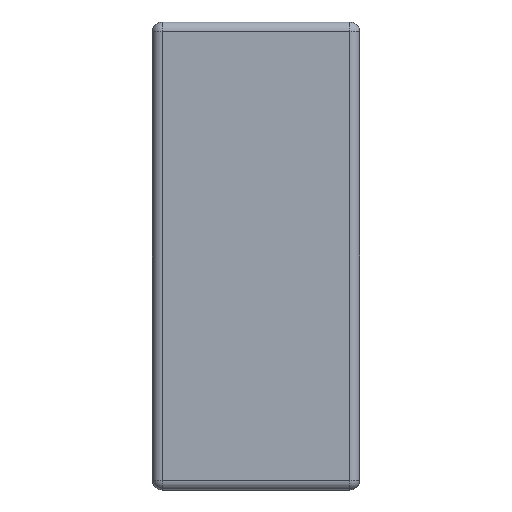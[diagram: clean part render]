
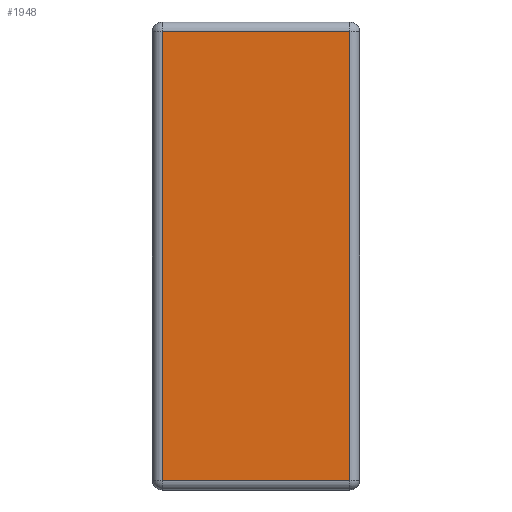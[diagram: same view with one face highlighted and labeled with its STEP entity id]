
A CAD part, left-side view. The second image highlights one B-rep face of the part: STEP entity #1948.
In plain terms, the highlighted planar face has unit normal (-1, 0, 0).
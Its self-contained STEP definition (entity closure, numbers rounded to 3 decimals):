
#60 = LINE ( 'NONE', #4195, #2427 ) ;
#371 = VECTOR ( 'NONE', #3365, 1000. ) ;
#494 = VECTOR ( 'NONE', #979, 1000. ) ;
#504 = ORIENTED_EDGE ( 'NONE', *, *, #3551, .T. ) ;
#694 = EDGE_LOOP ( 'NONE', ( #4013, #3535, #3996, #504 ) ) ;
#979 = DIRECTION ( 'NONE',  ( 0., 0., 1. ) ) ;
#1163 = AXIS2_PLACEMENT_3D ( 'NONE', #4664, #2866, #2123 ) ;
#1215 = VERTEX_POINT ( 'NONE', #2910 ) ;
#1261 = DIRECTION ( 'NONE',  ( 0., -1., 0. ) ) ;
#1415 = LINE ( 'NONE', #3167, #494 ) ;
#1436 = PLANE ( 'NONE',  #1163 ) ;
#1549 = CARTESIAN_POINT ( 'NONE',  ( 0., 1.55, -0.073 ) ) ;
#1607 = VERTEX_POINT ( 'NONE', #3038 ) ;
#1948 = ADVANCED_FACE ( 'NONE', ( #4023 ), #1436, .T. ) ;
#2000 = CARTESIAN_POINT ( 'NONE',  ( 0., 0., -3.427 ) ) ;
#2032 = DIRECTION ( 'NONE',  ( 0., 0., -1. ) ) ;
#2123 = DIRECTION ( 'NONE',  ( 0., 0., 1. ) ) ;
#2138 = VERTEX_POINT ( 'NONE', #3764 ) ;
#2299 = LINE ( 'NONE', #1549, #371 ) ;
#2357 = EDGE_CURVE ( 'NONE', #4645, #1215, #4331, .T. ) ;
#2427 = VECTOR ( 'NONE', #2032, 1000. ) ;
#2455 = CARTESIAN_POINT ( 'NONE',  ( 0., 1.477, -3.427 ) ) ;
#2844 = EDGE_CURVE ( 'NONE', #1607, #2138, #2299, .T. ) ;
#2866 = DIRECTION ( 'NONE',  ( -1., 0., 0. ) ) ;
#2910 = CARTESIAN_POINT ( 'NONE',  ( 0., 0.073, -3.427 ) ) ;
#3038 = CARTESIAN_POINT ( 'NONE',  ( 0., 0.073, -0.073 ) ) ;
#3167 = CARTESIAN_POINT ( 'NONE',  ( 0., 0.073, 0. ) ) ;
#3365 = DIRECTION ( 'NONE',  ( 0., 1., 0. ) ) ;
#3535 = ORIENTED_EDGE ( 'NONE', *, *, #4105, .T. ) ;
#3551 = EDGE_CURVE ( 'NONE', #2138, #4645, #60, .T. ) ;
#3764 = CARTESIAN_POINT ( 'NONE',  ( 0., 1.477, -0.073 ) ) ;
#3996 = ORIENTED_EDGE ( 'NONE', *, *, #2844, .T. ) ;
#4013 = ORIENTED_EDGE ( 'NONE', *, *, #2357, .T. ) ;
#4023 = FACE_OUTER_BOUND ( 'NONE', #694, .T. ) ;
#4105 = EDGE_CURVE ( 'NONE', #1215, #1607, #1415, .T. ) ;
#4195 = CARTESIAN_POINT ( 'NONE',  ( 0., 1.477, -3.5 ) ) ;
#4331 = LINE ( 'NONE', #2000, #4614 ) ;
#4614 = VECTOR ( 'NONE', #1261, 1000. ) ;
#4645 = VERTEX_POINT ( 'NONE', #2455 ) ;
#4664 = CARTESIAN_POINT ( 'NONE',  ( 0., 0., 0. ) ) ;
